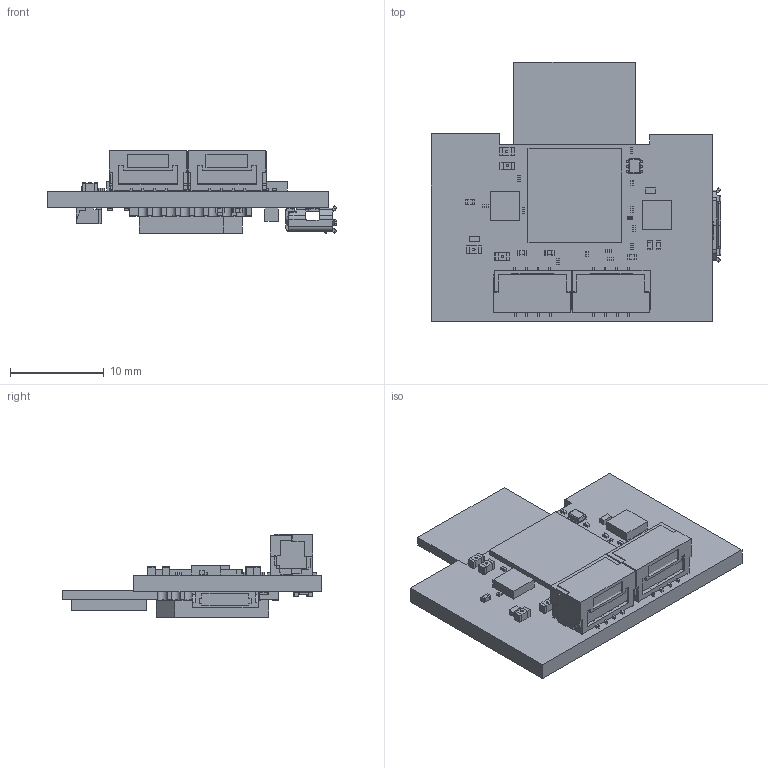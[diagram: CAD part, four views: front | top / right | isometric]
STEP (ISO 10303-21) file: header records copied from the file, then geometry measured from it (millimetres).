
FILE_DESCRIPTION(('Open CASCADE Model'),'2;1');
FILE_NAME('Open CASCADE Shape Model','2018-01-04T09:37:30',('Author'),( 'Open CASCADE'),'Open CASCADE STEP processor 6.8','Open CASCADE 6.8' ,'Unknown');
FILE_SCHEMA(('AUTOMOTIVE_DESIGN { 1 0 10303 214 1 1 1 1 }'));
Length unit declared in the file: millimetre
Products named in the file (71): PCB; Board; CANV_CAN2; BM04B-GHS-TBT; CANV_CAN1; UWB1; DWM1000_Module; U3_CAN2; 5909477120; Extruded; R15_CAN2; RES0402; JMP_CAN2; CAN_CAN2; SM04B-GHS-TB; C16_CAN2; 6657317120; C20; cap_0603; C18; cap_0201; C17; C15; C13; C12; C10; USB; 473460001; Open CASCADE STEP translator 6.8 3.17.1.1; Open CASCADE STEP translator 6.8 3.17.1.2; U2; 9580705344; R9; res_0402; R8; R7; R6; R5; R4; R3 ...
Assembly tree (98 placements, depth 4):
  PCB
    Board
    CANV_CAN2
      BM04B-GHS-TBT
    CANV_CAN1
      BM04B-GHS-TBT
    UWB1
      DWM1000_Module
    U3_CAN2
      5909477120
        Extruded
    R15_CAN2
      RES0402
    JMP_CAN2
      RES0402
    CAN_CAN2
      SM04B-GHS-TB
    C16_CAN2
      6657317120
        Extruded
    C20
      cap_0603
    C18
      cap_0201
    C17
      cap_0201
    C15
      cap_0201
    C13
      cap_0201
    C12
      cap_0201
    C10
      cap_0603
    USB
      473460001
        Open CASCADE STEP translator 6.8 3.17.1.1
        Open CASCADE STEP translator 6.8 3.17.1.2
    U2
      9580705344
        Extruded
    R9
      res_0402
    R8
      res_0402
    R7
      res_0402
    R6
      res_0402
    R5
      res_0402
    R4
      res_0402
    R3
      res_0402
    R2
      res_0201
    C22
      cap_0603
    C21
Bounding box: 30.88 x 27.65 x 8.85 mm (x, y, z)
Volume: 2134.2 mm3; surface area: 3936.3 mm2
Topology: 61 solids, 61 shells, 2661 faces, 6884 edges, 4258 vertices
Faces by surface type: plane 1566, cylinder 750, sphere 216, bspline 129
Entity records: 51350 total; most frequent: CARTESIAN_POINT 11943, ORIENTED_EDGE 7326, DIRECTION 6815, EDGE_CURVE 3663, LINE 2979, VECTOR 2979, VERTEX_POINT 2376, AXIS2_PLACEMENT_3D 1918
